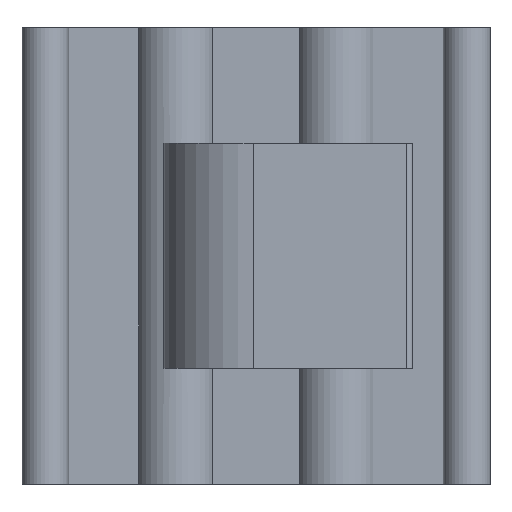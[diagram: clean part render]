
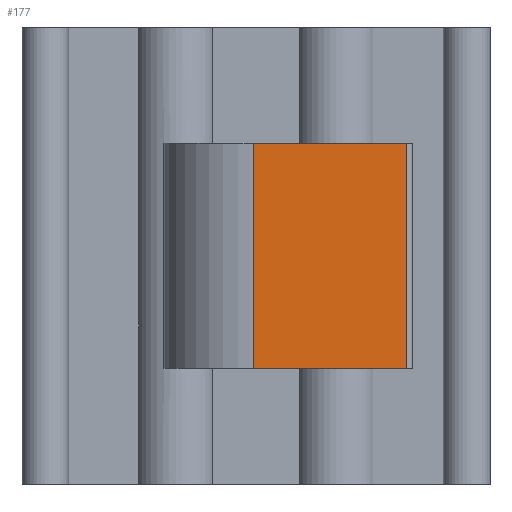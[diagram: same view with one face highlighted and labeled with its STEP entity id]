
A CAD part, top view. The second image highlights one B-rep face of the part: STEP entity #177.
In plain terms, the highlighted planar face has unit normal (0, 0, 1).
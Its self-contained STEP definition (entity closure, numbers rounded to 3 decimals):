
#177 = ADVANCED_FACE( '', ( #316 ), #317, .F. );
#316 = FACE_OUTER_BOUND( '', #433, .T. );
#317 = PLANE( '', #434 );
#433 = EDGE_LOOP( '', ( #708, #709, #710, #711 ) );
#434 = AXIS2_PLACEMENT_3D( '', #712, #713, #714 );
#708 = ORIENTED_EDGE( '', *, *, #757, .T. );
#709 = ORIENTED_EDGE( '', *, *, #858, .F. );
#710 = ORIENTED_EDGE( '', *, *, #825, .F. );
#711 = ORIENTED_EDGE( '', *, *, #803, .T. );
#712 = CARTESIAN_POINT( '', ( -0.091, -3.85, 6.4 ) );
#713 = DIRECTION( '', ( 0., 0., -1. ) );
#714 = DIRECTION( '', ( -1., 0., 0. ) );
#757 = EDGE_CURVE( '', #880, #878, #881, .T. );
#803 = EDGE_CURVE( '', #956, #880, #957, .T. );
#825 = EDGE_CURVE( '', #956, #989, #990, .T. );
#858 = EDGE_CURVE( '', #989, #878, #1027, .T. );
#878 = VERTEX_POINT( '', #1050 );
#880 = VERTEX_POINT( '', #1052 );
#881 = LINE( '', #1053, #1054 );
#956 = VERTEX_POINT( '', #1162 );
#957 = LINE( '', #1163, #1164 );
#989 = VERTEX_POINT( '', #1209 );
#990 = LINE( '', #1210, #1211 );
#1027 = LINE( '', #1260, #1261 );
#1050 = CARTESIAN_POINT( '', ( -0.091, 3.85, 6.4 ) );
#1052 = CARTESIAN_POINT( '', ( 5.15, 3.85, 6.4 ) );
#1053 = CARTESIAN_POINT( '', ( -0.091, 3.85, 6.4 ) );
#1054 = VECTOR( '', #1281, 1000. );
#1162 = CARTESIAN_POINT( '', ( 5.15, -3.85, 6.4 ) );
#1163 = CARTESIAN_POINT( '', ( 5.15, -3.85, 6.4 ) );
#1164 = VECTOR( '', #1321, 1000. );
#1209 = CARTESIAN_POINT( '', ( -0.091, -3.85, 6.4 ) );
#1210 = CARTESIAN_POINT( '', ( -0.091, -3.85, 6.4 ) );
#1211 = VECTOR( '', #1344, 1000. );
#1260 = CARTESIAN_POINT( '', ( -0.091, -3.85, 6.4 ) );
#1261 = VECTOR( '', #1378, 1000. );
#1281 = DIRECTION( '', ( -1., 0., 0. ) );
#1321 = DIRECTION( '', ( 0., 1., 0. ) );
#1344 = DIRECTION( '', ( -1., 0., 0. ) );
#1378 = DIRECTION( '', ( 0., 1., 0. ) );
